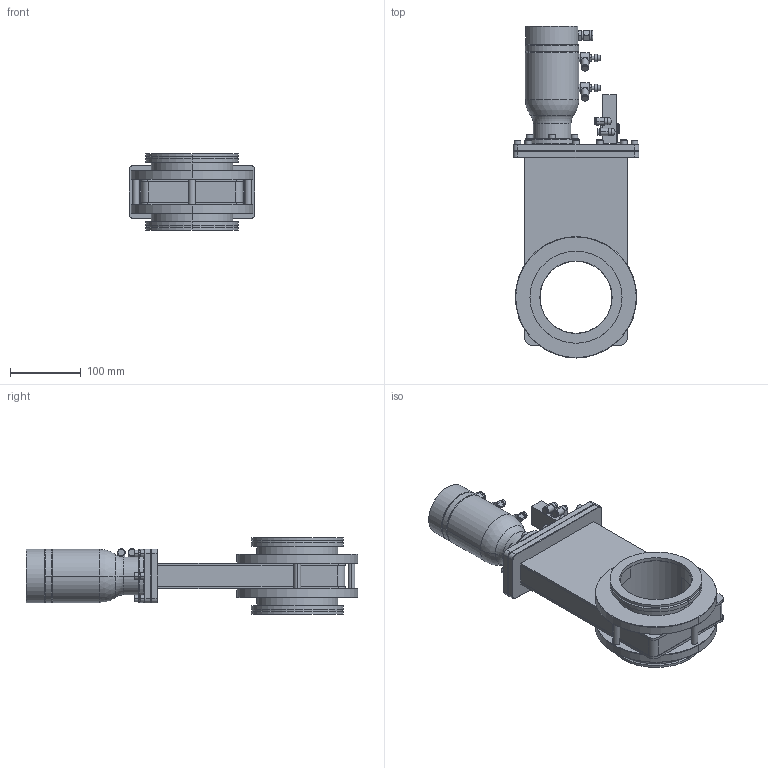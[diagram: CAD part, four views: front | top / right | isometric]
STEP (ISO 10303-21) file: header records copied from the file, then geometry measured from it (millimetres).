
FILE_DESCRIPTION((''),'2;1');
FILE_NAME('11212-0406R','2011-01-07T',('jd'),(''),'PRO/ENGINEER BY PARAMETRIC TECHNOLOGY CORPORATION, 2010280','PRO/ENGINEER BY PARAMETRIC TECHNOLOGY CORPORATION, 2010280','');
FILE_SCHEMA(('CONFIG_CONTROL_DESIGN'));
Length unit declared in the file: inch
Products named in the file (1): 11212-0406R
Bounding box: 177.8 x 468.99 x 107.82 mm (x, y, z)
Volume: 2596841.3 mm3; surface area: 273546.6 mm2
Topology: 1 solids, 3 shells, 604 faces, 1400 edges, 866 vertices
Faces by surface type: plane 319, cylinder 149, cone 124, torus 8, sphere 4
Entity records: 18532 total; most frequent: CARTESIAN_POINT 4678, DIRECTION 2922, ORIENTED_EDGE 2788, EDGE_CURVE 1398, AXIS2_PLACEMENT_3D 1067, VERTEX_POINT 866, VECTOR 788, LINE 788
